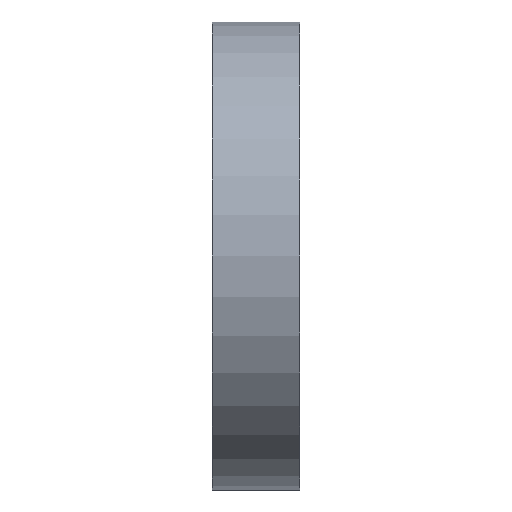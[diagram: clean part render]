
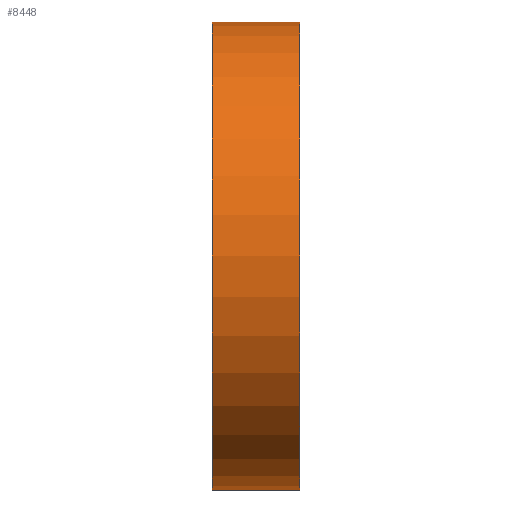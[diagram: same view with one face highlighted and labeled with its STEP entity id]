
A CAD part, left-side view. The second image highlights one B-rep face of the part: STEP entity #8448.
In plain terms, the highlighted cylindrical face has radius 25.4 mm (diameter 50.8 mm), a partial arc.
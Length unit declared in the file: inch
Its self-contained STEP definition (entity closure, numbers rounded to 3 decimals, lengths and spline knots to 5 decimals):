
#519 = ORIENTED_EDGE ( 'NONE', *, *, #7221, .T. ) ;
#675 = CYLINDRICAL_SURFACE ( 'NONE', #2583, 1. ) ;
#776 = ORIENTED_EDGE ( 'NONE', *, *, #9994, .F. ) ;
#876 = CARTESIAN_POINT ( 'NONE',  ( 0., 0.375, -1. ) ) ;
#1659 = EDGE_CURVE ( 'NONE', #8631, #5919, #6006, .T. ) ;
#1840 = CIRCLE ( 'NONE', #5892, 1. ) ;
#1859 = CARTESIAN_POINT ( 'NONE',  ( 0., 0.375, 1. ) ) ;
#2489 = CARTESIAN_POINT ( 'NONE',  ( 0., 0.375, 1. ) ) ;
#2583 = AXIS2_PLACEMENT_3D ( 'NONE', #11308, #11350, #5217 ) ;
#2840 = CARTESIAN_POINT ( 'NONE',  ( 0., 0., -1. ) ) ;
#2905 = VECTOR ( 'NONE', #10952, 39.37008 ) ;
#3158 = DIRECTION ( 'NONE',  ( 0., 1., 0. ) ) ;
#3466 = DIRECTION ( 'NONE',  ( 0., 0., 1. ) ) ;
#3915 = EDGE_LOOP ( 'NONE', ( #519, #6197, #776, #8239 ) ) ;
#4826 = EDGE_CURVE ( 'NONE', #6534, #10403, #8348, .T. ) ;
#5217 = DIRECTION ( 'NONE',  ( 0., 0., -1. ) ) ;
#5363 = VECTOR ( 'NONE', #10690, 39.37008 ) ;
#5892 = AXIS2_PLACEMENT_3D ( 'NONE', #6154, #11734, #3466 ) ;
#5919 = VERTEX_POINT ( 'NONE', #9497 ) ;
#6006 = LINE ( 'NONE', #2489, #5363 ) ;
#6121 = FACE_OUTER_BOUND ( 'NONE', #3915, .T. ) ;
#6154 = CARTESIAN_POINT ( 'NONE',  ( 0., 0., 0. ) ) ;
#6197 = ORIENTED_EDGE ( 'NONE', *, *, #1659, .F. ) ;
#6534 = VERTEX_POINT ( 'NONE', #876 ) ;
#7221 = EDGE_CURVE ( 'NONE', #10403, #5919, #1840, .T. ) ;
#8239 = ORIENTED_EDGE ( 'NONE', *, *, #4826, .T. ) ;
#8348 = LINE ( 'NONE', #10908, #2905 ) ;
#8448 = ADVANCED_FACE ( 'NONE', ( #6121 ), #675, .T. ) ;
#8631 = VERTEX_POINT ( 'NONE', #1859 ) ;
#9292 = CARTESIAN_POINT ( 'NONE',  ( 0., 0.375, 0. ) ) ;
#9497 = CARTESIAN_POINT ( 'NONE',  ( 0., 0., 1. ) ) ;
#9994 = EDGE_CURVE ( 'NONE', #6534, #8631, #12969, .T. ) ;
#10335 = DIRECTION ( 'NONE',  ( 0., 0., 1. ) ) ;
#10403 = VERTEX_POINT ( 'NONE', #2840 ) ;
#10690 = DIRECTION ( 'NONE',  ( 0., -1., 0. ) ) ;
#10908 = CARTESIAN_POINT ( 'NONE',  ( 0., 0.375, -1. ) ) ;
#10952 = DIRECTION ( 'NONE',  ( 0., -1., 0. ) ) ;
#11308 = CARTESIAN_POINT ( 'NONE',  ( 0., 0.375, 0. ) ) ;
#11350 = DIRECTION ( 'NONE',  ( 0., -1., 0. ) ) ;
#11734 = DIRECTION ( 'NONE',  ( 0., 1., 0. ) ) ;
#12072 = AXIS2_PLACEMENT_3D ( 'NONE', #9292, #3158, #10335 ) ;
#12969 = CIRCLE ( 'NONE', #12072, 1. ) ;
